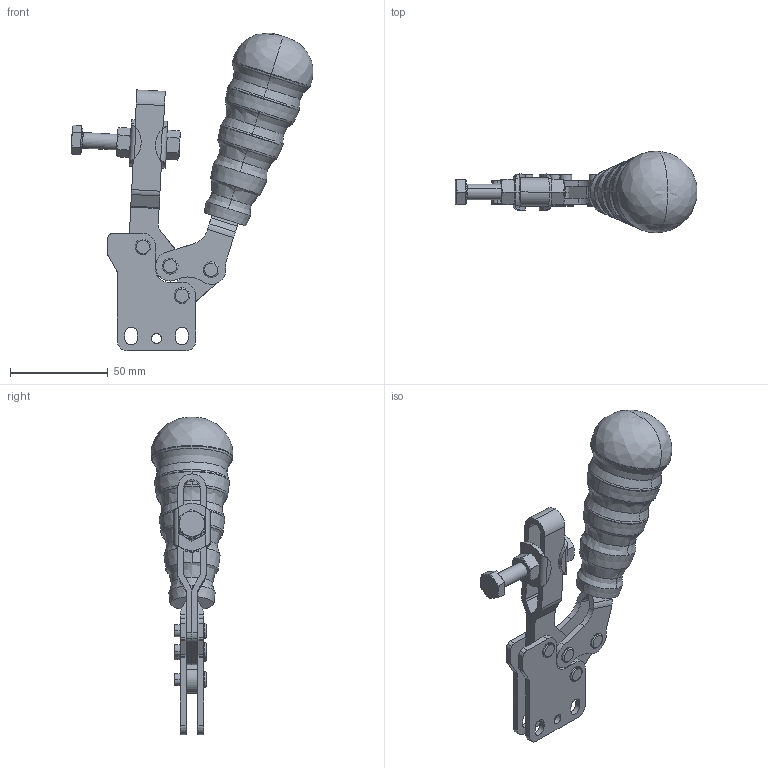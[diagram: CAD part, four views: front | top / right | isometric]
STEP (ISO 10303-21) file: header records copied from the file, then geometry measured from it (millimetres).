
FILE_DESCRIPTION((''),'2;1');
FILE_NAME('133.1-opened.stp','2005-09-27T17:00:30',('Kysilko'),(''),'Autodesk Inventor 8','Autodesk Inventor 8','');
FILE_SCHEMA(('AUTOMOTIVE_DESIGN { 1 0 10303 214 1 1 1 1 }'));
Length unit declared in the file: millimetre
Products named in the file (1): Part44
Bounding box: 123.82 x 41.84 x 162.65 mm (x, y, z)
Volume: 112748.2 mm3; surface area: 36400.8 mm2
Topology: 1 solids, 3 shells, 1083 faces, 3579 edges, 2161 vertices
Faces by surface type: plane 406, cone 356, cylinder 214, bspline 85, torus 22
Entity records: 41813 total; most frequent: CARTESIAN_POINT 11232, ORIENTED_EDGE 7140, DIRECTION 6325, EDGE_CURVE 3570, AXIS2_PLACEMENT_3D 2420, VERTEX_POINT 2161, VECTOR 1485, LINE 1485
